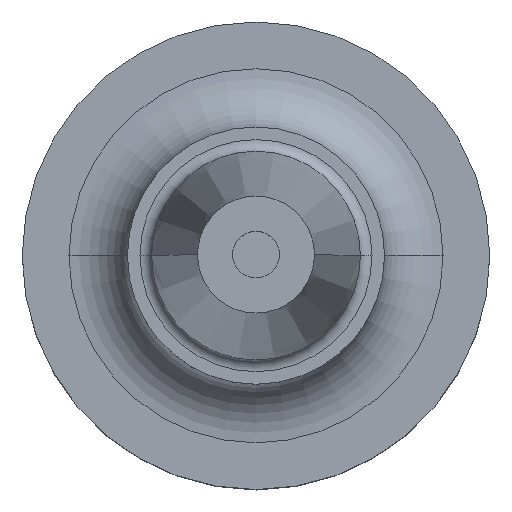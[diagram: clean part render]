
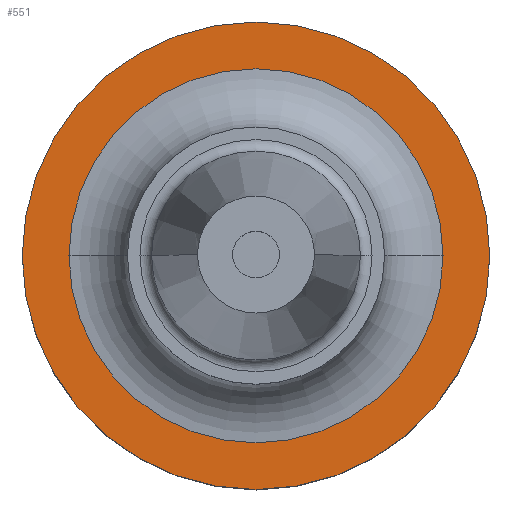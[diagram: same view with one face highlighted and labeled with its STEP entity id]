
A CAD part, top view. The second image highlights one B-rep face of the part: STEP entity #551.
In plain terms, the highlighted planar face has unit normal (0, 0, 1).
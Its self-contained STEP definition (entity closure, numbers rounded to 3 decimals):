
#34 = EDGE_LOOP ( 'NONE', ( #630, #927 ) ) ;
#53 = FACE_OUTER_BOUND ( 'NONE', #847, .T. ) ;
#71 = VERTEX_POINT ( 'NONE', #992 ) ;
#77 = DIRECTION ( 'NONE',  ( 0., 0., -1. ) ) ;
#82 = ORIENTED_EDGE ( 'NONE', *, *, #1022, .F. ) ;
#121 = CARTESIAN_POINT ( 'NONE',  ( 20., 0., 20. ) ) ;
#181 = CARTESIAN_POINT ( 'NONE',  ( 0., 0., 20. ) ) ;
#231 = CIRCLE ( 'NONE', #747, 20. ) ;
#311 = CIRCLE ( 'NONE', #773, 16. ) ;
#321 = AXIS2_PLACEMENT_3D ( 'NONE', #414, #1276, #965 ) ;
#334 = DIRECTION ( 'NONE',  ( -1., 0., 0. ) ) ;
#414 = CARTESIAN_POINT ( 'NONE',  ( 0., 20., 20. ) ) ;
#422 = VERTEX_POINT ( 'NONE', #1023 ) ;
#425 = PLANE ( 'NONE',  #321 ) ;
#449 = VERTEX_POINT ( 'NONE', #121 ) ;
#477 = CARTESIAN_POINT ( 'NONE',  ( 0., 0., 20. ) ) ;
#498 = CIRCLE ( 'NONE', #920, 16. ) ;
#529 = CARTESIAN_POINT ( 'NONE',  ( -16., 0., 20. ) ) ;
#551 = ADVANCED_FACE ( 'NONE', ( #816, #53 ), #425, .F. ) ;
#555 = DIRECTION ( 'NONE',  ( -1., 0., 0. ) ) ;
#564 = DIRECTION ( 'NONE',  ( 0., 0., -1. ) ) ;
#618 = VERTEX_POINT ( 'NONE', #529 ) ;
#630 = ORIENTED_EDGE ( 'NONE', *, *, #946, .T. ) ;
#706 = DIRECTION ( 'NONE',  ( -1., 0., 0. ) ) ;
#747 = AXIS2_PLACEMENT_3D ( 'NONE', #181, #77, #555 ) ;
#773 = AXIS2_PLACEMENT_3D ( 'NONE', #1326, #887, #334 ) ;
#775 = DIRECTION ( 'NONE',  ( -1., 0., 0. ) ) ;
#814 = DIRECTION ( 'NONE',  ( 0., 0., -1. ) ) ;
#816 = FACE_BOUND ( 'NONE', #34, .T. ) ;
#847 = EDGE_LOOP ( 'NONE', ( #1290, #82 ) ) ;
#887 = DIRECTION ( 'NONE',  ( 0., 0., -1. ) ) ;
#920 = AXIS2_PLACEMENT_3D ( 'NONE', #1233, #814, #706 ) ;
#927 = ORIENTED_EDGE ( 'NONE', *, *, #1318, .T. ) ;
#946 = EDGE_CURVE ( 'NONE', #618, #422, #311, .T. ) ;
#953 = CIRCLE ( 'NONE', #1008, 20. ) ;
#965 = DIRECTION ( 'NONE',  ( -1., 0., 0. ) ) ;
#992 = CARTESIAN_POINT ( 'NONE',  ( -20., 0., 20. ) ) ;
#1008 = AXIS2_PLACEMENT_3D ( 'NONE', #477, #564, #775 ) ;
#1022 = EDGE_CURVE ( 'NONE', #449, #71, #231, .T. ) ;
#1023 = CARTESIAN_POINT ( 'NONE',  ( 16., 0., 20. ) ) ;
#1233 = CARTESIAN_POINT ( 'NONE',  ( 0., 0., 20. ) ) ;
#1264 = EDGE_CURVE ( 'NONE', #71, #449, #953, .T. ) ;
#1276 = DIRECTION ( 'NONE',  ( 0., 0., -1. ) ) ;
#1290 = ORIENTED_EDGE ( 'NONE', *, *, #1264, .F. ) ;
#1318 = EDGE_CURVE ( 'NONE', #422, #618, #498, .T. ) ;
#1326 = CARTESIAN_POINT ( 'NONE',  ( 0., 0., 20. ) ) ;
